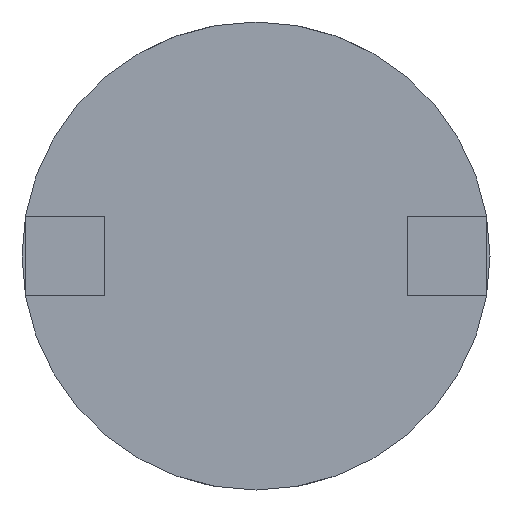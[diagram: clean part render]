
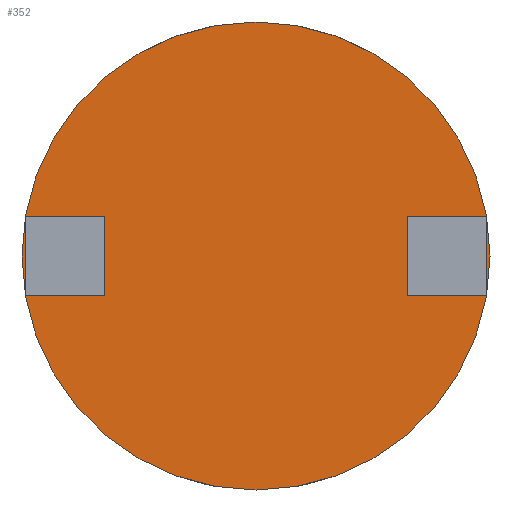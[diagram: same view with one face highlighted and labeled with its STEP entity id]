
A CAD part, front view. The second image highlights one B-rep face of the part: STEP entity #352.
In plain terms, the highlighted planar face has unit normal (0, -1, 0).
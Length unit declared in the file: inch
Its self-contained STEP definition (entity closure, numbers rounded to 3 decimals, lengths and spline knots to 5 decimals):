
#21 = CARTESIAN_POINT ( 'NONE',  ( 0.059, 0., 0. ) ) ;
#25 = DIRECTION ( 'NONE',  ( 0., 0., -1. ) ) ;
#56 = EDGE_CURVE ( 'NONE', #287, #391, #80, .T. ) ;
#76 = ORIENTED_EDGE ( 'NONE', *, *, #56, .T. ) ;
#80 = CIRCLE ( 'NONE', #290, 0.059 ) ;
#110 = FACE_OUTER_BOUND ( 'NONE', #262, .T. ) ;
#114 = PLANE ( 'NONE',  #118 ) ;
#118 = AXIS2_PLACEMENT_3D ( 'NONE', #21, #397, #400 ) ;
#208 = DIRECTION ( 'NONE',  ( 0., -1., 0. ) ) ;
#234 = CARTESIAN_POINT ( 'NONE',  ( 0., 0., 0. ) ) ;
#247 = CIRCLE ( 'NONE', #396, 0.059 ) ;
#253 = EDGE_CURVE ( 'NONE', #391, #287, #247, .T. ) ;
#262 = EDGE_LOOP ( 'NONE', ( #280, #76 ) ) ;
#274 = DIRECTION ( 'NONE',  ( 0., -1., 0. ) ) ;
#280 = ORIENTED_EDGE ( 'NONE', *, *, #253, .T. ) ;
#283 = CARTESIAN_POINT ( 'NONE',  ( 0., 0., 0.059 ) ) ;
#287 = VERTEX_POINT ( 'NONE', #283 ) ;
#290 = AXIS2_PLACEMENT_3D ( 'NONE', #443, #208, #478 ) ;
#352 = ADVANCED_FACE ( 'NONE', ( #110 ), #114, .T. ) ;
#368 = CARTESIAN_POINT ( 'NONE',  ( 0., 0., -0.059 ) ) ;
#391 = VERTEX_POINT ( 'NONE', #368 ) ;
#396 = AXIS2_PLACEMENT_3D ( 'NONE', #234, #274, #25 ) ;
#397 = DIRECTION ( 'NONE',  ( 0., -1., 0. ) ) ;
#400 = DIRECTION ( 'NONE',  ( 0., 0., -1. ) ) ;
#443 = CARTESIAN_POINT ( 'NONE',  ( 0., 0., 0. ) ) ;
#478 = DIRECTION ( 'NONE',  ( 0., 0., -1. ) ) ;
